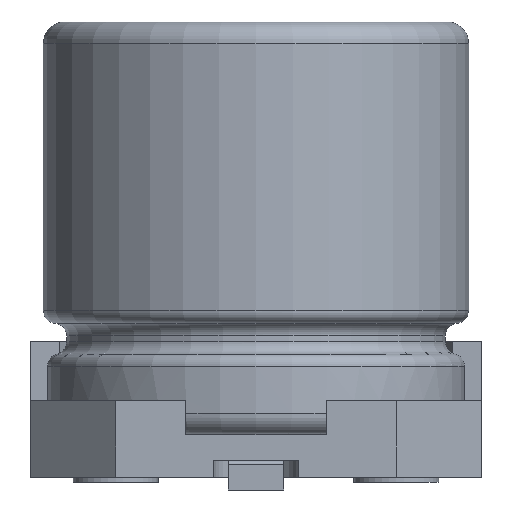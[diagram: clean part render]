
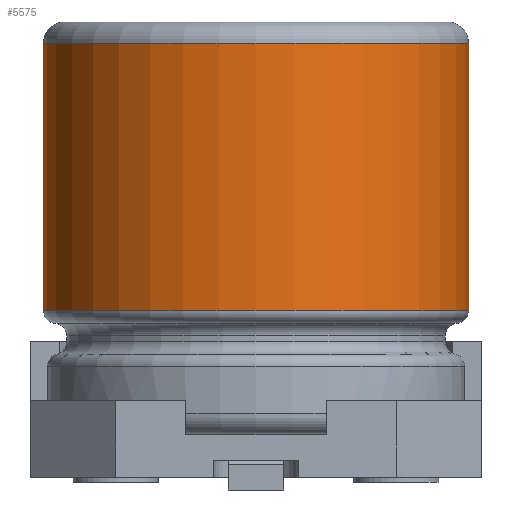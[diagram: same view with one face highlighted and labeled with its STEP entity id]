
A CAD part, left-side view. The second image highlights one B-rep face of the part: STEP entity #5575.
In plain terms, the highlighted cylindrical face has radius 2.5 mm (diameter 5 mm), a full revolution.
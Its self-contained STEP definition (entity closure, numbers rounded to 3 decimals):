
#100=CYLINDRICAL_SURFACE('',#5896,2.5);
#2165=ORIENTED_EDGE('',*,*,#2753,.T.);
#2166=ORIENTED_EDGE('',*,*,#2752,.T.);
#2752=EDGE_CURVE('',#3139,#3139,#3250,.T.);
#2753=EDGE_CURVE('',#3140,#3140,#3251,.T.);
#3139=VERTEX_POINT('',#8742);
#3140=VERTEX_POINT('',#8745);
#3250=CIRCLE('',#5895,2.5);
#3251=CIRCLE('',#5897,2.5);
#3518=EDGE_LOOP('',(#2165));
#3519=EDGE_LOOP('',(#2166));
#3790=FACE_BOUND('',#3518,.T.);
#3791=FACE_BOUND('',#3519,.T.);
#5575=ADVANCED_FACE('',(#3790,#3791),#100,.T.);
#5895=AXIS2_PLACEMENT_3D('',#8741,#6942,#6943);
#5896=AXIS2_PLACEMENT_3D('',#8743,#6944,#6945);
#5897=AXIS2_PLACEMENT_3D('',#8744,#6946,#6947);
#6942=DIRECTION('',(0.,0.,-1.));
#6943=DIRECTION('',(0.,1.,0.));
#6944=DIRECTION('',(0.,0.,-1.));
#6945=DIRECTION('',(0.,-1.,0.));
#6946=DIRECTION('',(0.,0.,1.));
#6947=DIRECTION('',(0.,-1.,0.));
#8741=CARTESIAN_POINT('',(0.,0.,5.1));
#8742=CARTESIAN_POINT('',(0.,2.5,5.1));
#8743=CARTESIAN_POINT('',(0.,0.,10.4));
#8744=CARTESIAN_POINT('',(0.,0.,1.96));
#8745=CARTESIAN_POINT('',(0.,-2.5,1.96));
